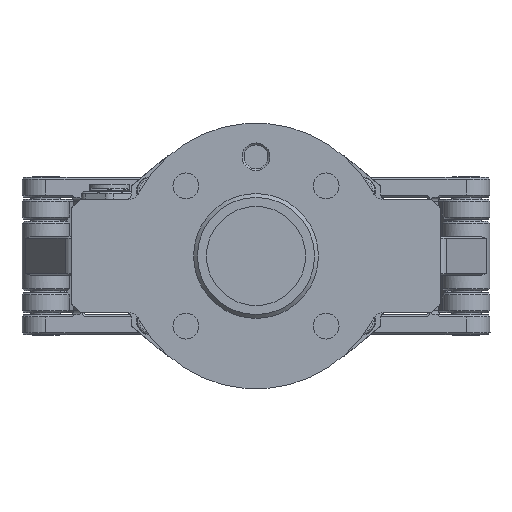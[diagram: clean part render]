
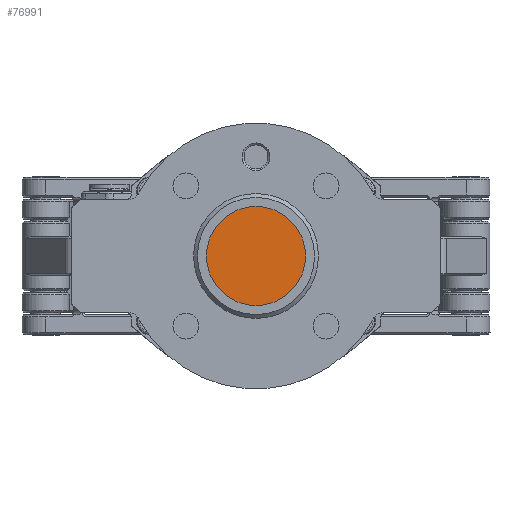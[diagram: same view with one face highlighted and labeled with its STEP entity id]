
A CAD part, front view. The second image highlights one B-rep face of the part: STEP entity #76991.
In plain terms, the highlighted planar face has unit normal (0, -1, 0).
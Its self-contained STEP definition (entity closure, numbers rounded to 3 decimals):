
#9615 = CARTESIAN_POINT ( 'NONE',  ( 0., 0., 0. ) ) ;
#14014 = PLANE ( 'NONE',  #72395 ) ;
#15349 = DIRECTION ( 'NONE',  ( 0., -1., 0. ) ) ;
#18581 = EDGE_CURVE ( 'NONE', #80995, #80995, #81284, .T. ) ;
#20608 = DIRECTION ( 'NONE',  ( 0., 1., 0. ) ) ;
#25563 = EDGE_LOOP ( 'NONE', ( #52488 ) ) ;
#28530 = DIRECTION ( 'NONE',  ( 0., 0., 1. ) ) ;
#43350 = FACE_OUTER_BOUND ( 'NONE', #25563, .T. ) ;
#52488 = ORIENTED_EDGE ( 'NONE', *, *, #18581, .T. ) ;
#58491 = CARTESIAN_POINT ( 'NONE',  ( 0., 0., 12.5 ) ) ;
#59722 = CARTESIAN_POINT ( 'NONE',  ( 0., 0., 0. ) ) ;
#66254 = DIRECTION ( 'NONE',  ( 0., 0., 1. ) ) ;
#72395 = AXIS2_PLACEMENT_3D ( 'NONE', #59722, #20608, #66254 ) ;
#72583 = AXIS2_PLACEMENT_3D ( 'NONE', #9615, #15349, #28530 ) ;
#76991 = ADVANCED_FACE ( 'N', ( #43350 ), #14014, .F. ) ;
#80995 = VERTEX_POINT ( 'NONE', #58491 ) ;
#81284 = CIRCLE ( 'NONE', #72583, 12.5 ) ;
